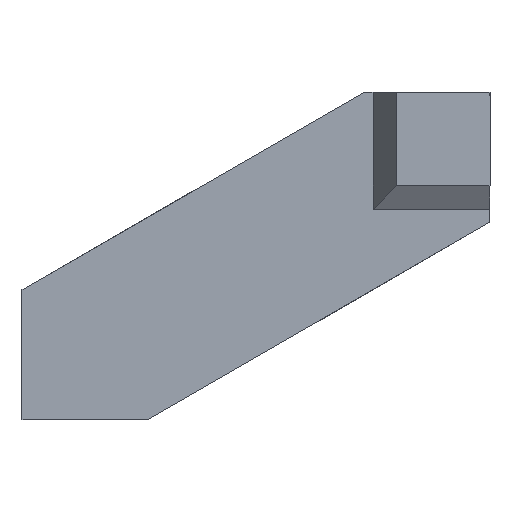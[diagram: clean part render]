
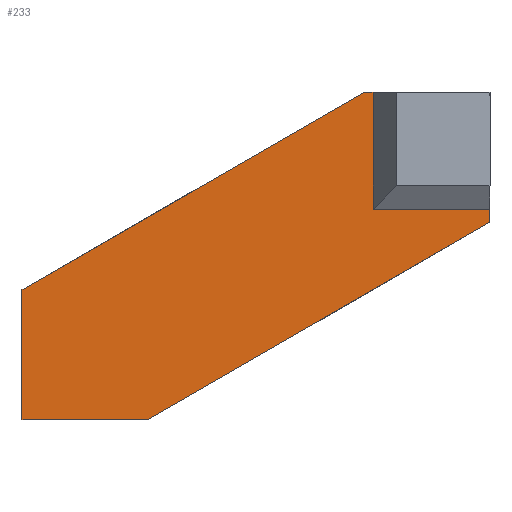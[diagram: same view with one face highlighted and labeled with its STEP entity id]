
A CAD part, left-side view. The second image highlights one B-rep face of the part: STEP entity #233.
In plain terms, the highlighted planar face has unit normal (-1, 0, 0).
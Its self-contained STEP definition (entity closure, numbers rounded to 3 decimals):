
#4 = EDGE_CURVE ( 'NONE', #439, #279, #438, .T. ) ;
#18 = ORIENTED_EDGE ( 'NONE', *, *, #50, .F. ) ;
#19 = CARTESIAN_POINT ( 'NONE',  ( -10., 40., -28. ) ) ;
#22 = LINE ( 'NONE', #371, #278 ) ;
#25 = ORIENTED_EDGE ( 'NONE', *, *, #287, .T. ) ;
#29 = FACE_OUTER_BOUND ( 'NONE', #400, .T. ) ;
#31 = DIRECTION ( 'NONE',  ( 0., 0., 1. ) ) ;
#32 = EDGE_CURVE ( 'NONE', #393, #344, #542, .T. ) ;
#38 = DIRECTION ( 'NONE',  ( 0., 0.866, -0.5 ) ) ;
#47 = VECTOR ( 'NONE', #91, 1000. ) ;
#50 = EDGE_CURVE ( 'NONE', #86, #479, #474, .T. ) ;
#69 = ORIENTED_EDGE ( 'NONE', *, *, #4, .T. ) ;
#70 = CARTESIAN_POINT ( 'NONE',  ( -10., -20., 28. ) ) ;
#76 = AXIS2_PLACEMENT_3D ( 'NONE', #19, #363, #95 ) ;
#82 = CARTESIAN_POINT ( 'NONE',  ( -10., -18.497, 28. ) ) ;
#85 = CARTESIAN_POINT ( 'NONE',  ( -10., 18.497, -28. ) ) ;
#86 = VERTEX_POINT ( 'NONE', #85 ) ;
#91 = DIRECTION ( 'NONE',  ( 0., -1., 0. ) ) ;
#95 = DIRECTION ( 'NONE',  ( 0., 1., 0. ) ) ;
#97 = DIRECTION ( 'NONE',  ( 0., 1., 0. ) ) ;
#99 = PLANE ( 'NONE',  #76 ) ;
#134 = DIRECTION ( 'NONE',  ( 0., 1., 0. ) ) ;
#136 = VERTEX_POINT ( 'NONE', #398 ) ;
#145 = DIRECTION ( 'NONE',  ( 0., -0.866, 0.5 ) ) ;
#147 = VECTOR ( 'NONE', #145, 1000. ) ;
#161 = CARTESIAN_POINT ( 'NONE',  ( -10., -18.497, 28. ) ) ;
#175 = LINE ( 'NONE', #409, #179 ) ;
#176 = ORIENTED_EDGE ( 'NONE', *, *, #32, .F. ) ;
#179 = VECTOR ( 'NONE', #97, 1000. ) ;
#187 = CARTESIAN_POINT ( 'NONE',  ( -10., -40., 5.774 ) ) ;
#190 = EDGE_CURVE ( 'NONE', #458, #439, #175, .T. ) ;
#201 = VECTOR ( 'NONE', #38, 1000. ) ;
#208 = EDGE_CURVE ( 'NONE', #393, #458, #22, .T. ) ;
#233 = ADVANCED_FACE ( 'NONE', ( #29 ), #99, .F. ) ;
#278 = VECTOR ( 'NONE', #539, 1000. ) ;
#279 = VERTEX_POINT ( 'NONE', #492 ) ;
#287 = EDGE_CURVE ( 'NONE', #86, #136, #337, .T. ) ;
#301 = VECTOR ( 'NONE', #553, 1000. ) ;
#311 = CARTESIAN_POINT ( 'NONE',  ( -10., 40., 8. ) ) ;
#317 = ORIENTED_EDGE ( 'NONE', *, *, #550, .T. ) ;
#327 = ORIENTED_EDGE ( 'NONE', *, *, #208, .T. ) ;
#332 = CARTESIAN_POINT ( 'NONE',  ( -10., -40., 8. ) ) ;
#335 = VECTOR ( 'NONE', #31, 1000. ) ;
#337 = LINE ( 'NONE', #187, #147 ) ;
#344 = VERTEX_POINT ( 'NONE', #332 ) ;
#363 = DIRECTION ( 'NONE',  ( 1., 0., 0. ) ) ;
#371 = CARTESIAN_POINT ( 'NONE',  ( -10., -20., -28. ) ) ;
#382 = CARTESIAN_POINT ( 'NONE',  ( -10., 40., -28. ) ) ;
#393 = VERTEX_POINT ( 'NONE', #544 ) ;
#394 = ORIENTED_EDGE ( 'NONE', *, *, #190, .T. ) ;
#398 = CARTESIAN_POINT ( 'NONE',  ( -10., -40., 5.774 ) ) ;
#400 = EDGE_LOOP ( 'NONE', ( #69, #480, #18, #25, #317, #176, #327, #394 ) ) ;
#402 = CARTESIAN_POINT ( 'NONE',  ( -10., 40., -28. ) ) ;
#409 = CARTESIAN_POINT ( 'NONE',  ( -10., -40., 28. ) ) ;
#419 = EDGE_CURVE ( 'NONE', #479, #279, #450, .T. ) ;
#434 = CARTESIAN_POINT ( 'NONE',  ( -10., -40., 5.774 ) ) ;
#438 = LINE ( 'NONE', #82, #201 ) ;
#439 = VERTEX_POINT ( 'NONE', #161 ) ;
#450 = LINE ( 'NONE', #471, #301 ) ;
#458 = VERTEX_POINT ( 'NONE', #70 ) ;
#466 = LINE ( 'NONE', #434, #335 ) ;
#471 = CARTESIAN_POINT ( 'NONE',  ( -10., 40., -28. ) ) ;
#474 = LINE ( 'NONE', #402, #548 ) ;
#479 = VERTEX_POINT ( 'NONE', #382 ) ;
#480 = ORIENTED_EDGE ( 'NONE', *, *, #419, .F. ) ;
#492 = CARTESIAN_POINT ( 'NONE',  ( -10., 40., -5.774 ) ) ;
#539 = DIRECTION ( 'NONE',  ( 0., 0., 1. ) ) ;
#542 = LINE ( 'NONE', #311, #47 ) ;
#544 = CARTESIAN_POINT ( 'NONE',  ( -10., -20., 8. ) ) ;
#548 = VECTOR ( 'NONE', #134, 1000. ) ;
#550 = EDGE_CURVE ( 'NONE', #136, #344, #466, .T. ) ;
#553 = DIRECTION ( 'NONE',  ( 0., 0., 1. ) ) ;
